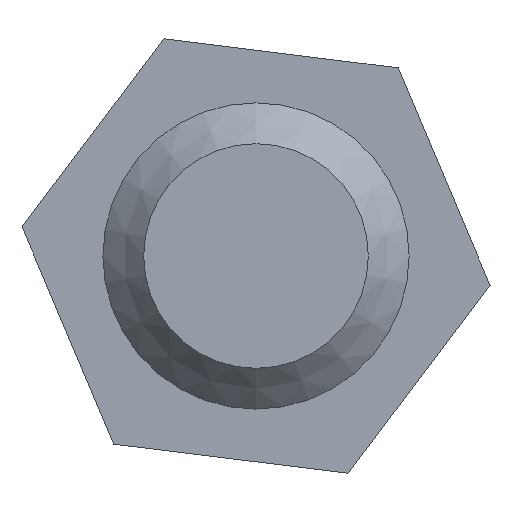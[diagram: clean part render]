
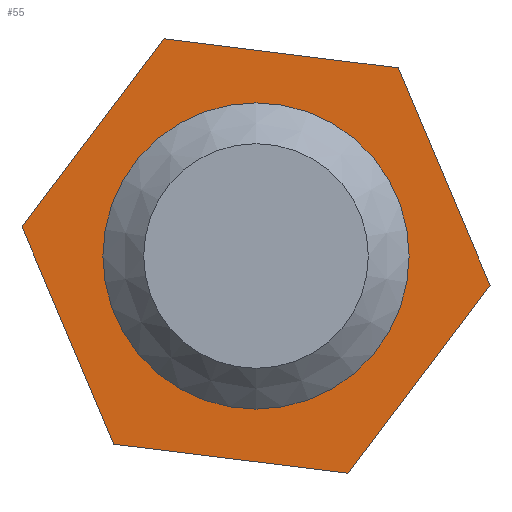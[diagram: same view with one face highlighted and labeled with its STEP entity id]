
A CAD part, left-side view. The second image highlights one B-rep face of the part: STEP entity #55.
In plain terms, the highlighted planar face has unit normal (-1, 0, 0).
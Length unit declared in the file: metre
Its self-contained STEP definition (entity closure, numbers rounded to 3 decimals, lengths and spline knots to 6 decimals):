
#55 = ADVANCED_FACE( '', ( #106, #107 ), #108, .F. );
#106 = FACE_BOUND( '', #149, .T. );
#107 = FACE_OUTER_BOUND( '', #150, .T. );
#108 = PLANE( '', #151 );
#149 = EDGE_LOOP( '', ( #229 ) );
#150 = EDGE_LOOP( '', ( #230, #231, #232, #233, #234, #235 ) );
#151 = AXIS2_PLACEMENT_3D( '', #236, #237, #238 );
#229 = ORIENTED_EDGE( '', *, *, #241, .T. );
#230 = ORIENTED_EDGE( '', *, *, #260, .F. );
#231 = ORIENTED_EDGE( '', *, *, #254, .F. );
#232 = ORIENTED_EDGE( '', *, *, #268, .F. );
#233 = ORIENTED_EDGE( '', *, *, #265, .F. );
#234 = ORIENTED_EDGE( '', *, *, #243, .F. );
#235 = ORIENTED_EDGE( '', *, *, #263, .F. );
#236 = CARTESIAN_POINT( '', ( 0.078759, -2.640482, 1.174059 ) );
#237 = DIRECTION( '', ( 1., 0., 0. ) );
#238 = DIRECTION( '', ( 0., 1., 0. ) );
#241 = EDGE_CURVE( '', #274, #274, #275, .T. );
#243 = EDGE_CURVE( '', #277, #278, #279, .T. );
#254 = EDGE_CURVE( '', #296, #297, #298, .T. );
#260 = EDGE_CURVE( '', #297, #305, #306, .T. );
#263 = EDGE_CURVE( '', #305, #277, #309, .T. );
#265 = EDGE_CURVE( '', #278, #311, #312, .T. );
#268 = EDGE_CURVE( '', #311, #296, #315, .T. );
#274 = VERTEX_POINT( '', #321 );
#275 = CIRCLE( '', #322, 0.009525 );
#277 = VERTEX_POINT( '', #324 );
#278 = VERTEX_POINT( '', #325 );
#279 = LINE( '', #326, #327 );
#296 = VERTEX_POINT( '', #352 );
#297 = VERTEX_POINT( '', #353 );
#298 = LINE( '', #354, #355 );
#305 = VERTEX_POINT( '', #364 );
#306 = LINE( '', #365, #366 );
#309 = LINE( '', #370, #371 );
#311 = VERTEX_POINT( '', #373 );
#312 = LINE( '', #374, #375 );
#315 = LINE( '', #379, #380 );
#321 = CARTESIAN_POINT( '', ( 0.078759, -2.640482, 1.164534 ) );
#322 = AXIS2_PLACEMENT_3D( '', #386, #387, #388 );
#324 = CARTESIAN_POINT( '', ( 0.078759, -2.634768, 1.187565 ) );
#325 = CARTESIAN_POINT( '', ( 0.078759, -2.649321, 1.18576 ) );
#326 = CARTESIAN_POINT( '', ( 0.078759, -2.642045, 1.186663 ) );
#327 = VECTOR( '', #389, 1. );
#352 = CARTESIAN_POINT( '', ( 0.078759, -2.646196, 1.160553 ) );
#353 = CARTESIAN_POINT( '', ( 0.078759, -2.631642, 1.162358 ) );
#354 = CARTESIAN_POINT( '', ( 0.078759, -2.638919, 1.161456 ) );
#355 = VECTOR( '', #398, 1. );
#364 = CARTESIAN_POINT( '', ( 0.078759, -2.625929, 1.175864 ) );
#365 = CARTESIAN_POINT( '', ( 0.078759, -2.628785, 1.169111 ) );
#366 = VECTOR( '', #404, 1. );
#370 = CARTESIAN_POINT( '', ( 0.078759, -2.630348, 1.181714 ) );
#371 = VECTOR( '', #406, 1. );
#373 = CARTESIAN_POINT( '', ( 0.078759, -2.655035, 1.172254 ) );
#374 = CARTESIAN_POINT( '', ( 0.078759, -2.652178, 1.179007 ) );
#375 = VECTOR( '', #407, 1. );
#379 = CARTESIAN_POINT( '', ( 0.078759, -2.650615, 1.166404 ) );
#380 = VECTOR( '', #409, 1. );
#386 = CARTESIAN_POINT( '', ( 0.078759, -2.640482, 1.174059 ) );
#387 = DIRECTION( '', ( 1., 0., 0. ) );
#388 = DIRECTION( '', ( 0., 0., -1. ) );
#389 = DIRECTION( '', ( 0., -0.992, -0.123 ) );
#398 = DIRECTION( '', ( 0., 0.992, 0.123 ) );
#404 = DIRECTION( '', ( 0., 0.39, 0.921 ) );
#406 = DIRECTION( '', ( 0., -0.603, 0.798 ) );
#407 = DIRECTION( '', ( 0., -0.39, -0.921 ) );
#409 = DIRECTION( '', ( 0., 0.603, -0.798 ) );
